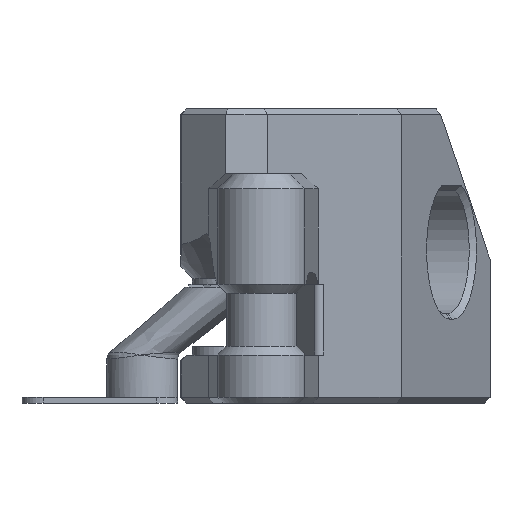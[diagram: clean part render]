
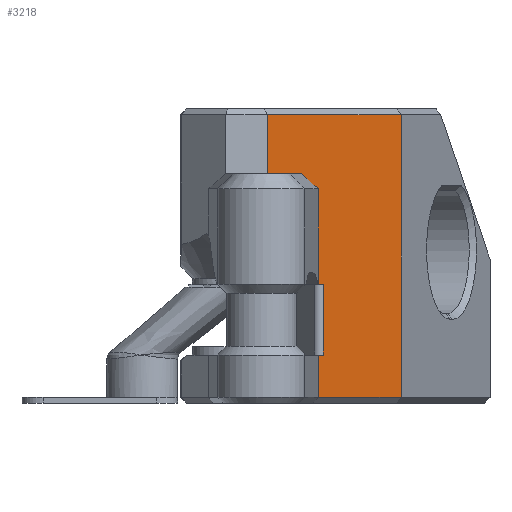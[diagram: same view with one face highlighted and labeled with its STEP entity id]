
A CAD part, front view. The second image highlights one B-rep face of the part: STEP entity #3218.
In plain terms, the highlighted planar face has unit normal (0.782, -0.623, 0).
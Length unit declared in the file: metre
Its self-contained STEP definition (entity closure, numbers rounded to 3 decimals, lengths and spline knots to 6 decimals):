
#141=LINE('',#4959,#475);
#157=LINE('',#5023,#491);
#164=LINE('',#5043,#498);
#175=LINE('',#5086,#509);
#178=LINE('',#5092,#512);
#179=LINE('',#5093,#513);
#180=LINE('',#5095,#514);
#181=LINE('',#5096,#515);
#182=LINE('',#5098,#516);
#183=LINE('',#5100,#517);
#184=LINE('',#5102,#518);
#475=VECTOR('',#3882,1.);
#491=VECTOR('',#3920,1.);
#498=VECTOR('',#3939,1.);
#509=VECTOR('',#3968,1.);
#512=VECTOR('',#3973,1.);
#513=VECTOR('',#3974,1.);
#514=VECTOR('',#3975,1.);
#515=VECTOR('',#3976,1.);
#516=VECTOR('',#3977,1.);
#517=VECTOR('',#3978,1.);
#518=VECTOR('',#3979,1.);
#758=PLANE('',#3470);
#1229=ORIENTED_EDGE('',*,*,#2051,.T.);
#1230=ORIENTED_EDGE('',*,*,#2029,.T.);
#1231=ORIENTED_EDGE('',*,*,#2052,.T.);
#1232=ORIENTED_EDGE('',*,*,#2053,.F.);
#1233=ORIENTED_EDGE('',*,*,#2019,.T.);
#1234=ORIENTED_EDGE('',*,*,#2054,.T.);
#1235=ORIENTED_EDGE('',*,*,#2055,.T.);
#1236=ORIENTED_EDGE('',*,*,#2056,.T.);
#1237=ORIENTED_EDGE('',*,*,#2057,.T.);
#1238=ORIENTED_EDGE('',*,*,#2048,.T.);
#1239=ORIENTED_EDGE('',*,*,#1994,.T.);
#1994=EDGE_CURVE('',#2425,#2424,#141,.T.);
#2019=EDGE_CURVE('',#2448,#2447,#157,.T.);
#2029=EDGE_CURVE('',#2455,#2454,#164,.T.);
#2048=EDGE_CURVE('',#2473,#2425,#175,.T.);
#2051=EDGE_CURVE('',#2424,#2455,#178,.T.);
#2052=EDGE_CURVE('',#2454,#2475,#179,.T.);
#2053=EDGE_CURVE('',#2448,#2475,#180,.T.);
#2054=EDGE_CURVE('',#2447,#2476,#181,.T.);
#2055=EDGE_CURVE('',#2476,#2477,#182,.T.);
#2056=EDGE_CURVE('',#2477,#2478,#183,.T.);
#2057=EDGE_CURVE('',#2478,#2473,#184,.T.);
#2424=VERTEX_POINT('',#4958);
#2425=VERTEX_POINT('',#4960);
#2447=VERTEX_POINT('',#5022);
#2448=VERTEX_POINT('',#5024);
#2454=VERTEX_POINT('',#5042);
#2455=VERTEX_POINT('',#5044);
#2473=VERTEX_POINT('',#5087);
#2475=VERTEX_POINT('',#5094);
#2476=VERTEX_POINT('',#5097);
#2477=VERTEX_POINT('',#5099);
#2478=VERTEX_POINT('',#5101);
#2745=EDGE_LOOP('',(#1229,#1230,#1231,#1232,#1233,#1234,#1235,#1236,#1237,
#1238,#1239));
#2976=FACE_BOUND('',#2745,.T.);
#3218=ADVANCED_FACE('',(#2976),#758,.F.);
#3470=AXIS2_PLACEMENT_3D('',#5091,#3971,#3972);
#3882=DIRECTION('',(0.623,0.782,0.));
#3920=DIRECTION('',(0.,0.,1.));
#3939=DIRECTION('',(-0.623,-0.782,0.));
#3968=DIRECTION('',(0.,0.,-1.));
#3971=DIRECTION('',(-0.782,0.623,0.));
#3972=DIRECTION('',(0.623,0.782,0.));
#3973=DIRECTION('',(0.,0.,-1.));
#3974=DIRECTION('',(0.,0.,-1.));
#3975=DIRECTION('',(-0.623,-0.782,0.));
#3976=DIRECTION('',(-0.623,-0.782,0.));
#3977=DIRECTION('',(0.,0.,-1.));
#3978=DIRECTION('',(0.623,0.782,0.));
#3979=DIRECTION('',(0.546,0.686,-0.481));
#4958=CARTESIAN_POINT('',(0.033616,-0.007181,0.0084));
#4959=CARTESIAN_POINT('',(0.031342,-0.010036,0.0084));
#4960=CARTESIAN_POINT('',(0.033262,-0.007626,0.0084));
#5022=CARTESIAN_POINT('',(0.039128,-0.000261,0.0204));
#5023=CARTESIAN_POINT('',(0.039128,-0.000261,0.0202));
#5024=CARTESIAN_POINT('',(0.039128,-0.000261,0.0004));
#5042=CARTESIAN_POINT('',(0.033262,-0.007626,0.0034));
#5043=CARTESIAN_POINT('',(0.02967,-0.012135,0.0034));
#5044=CARTESIAN_POINT('',(0.033616,-0.007181,0.0034));
#5086=CARTESIAN_POINT('',(0.033262,-0.007626,0.0002));
#5087=CARTESIAN_POINT('',(0.033262,-0.007626,0.01515));
#5091=CARTESIAN_POINT('',(0.02967,-0.012135,0.0211));
#5092=CARTESIAN_POINT('',(0.033616,-0.007181,0.0034));
#5093=CARTESIAN_POINT('',(0.033262,-0.007626,0.0002));
#5094=CARTESIAN_POINT('',(0.033262,-0.007626,0.0004));
#5095=CARTESIAN_POINT('',(0.018772,-0.025818,0.0004));
#5096=CARTESIAN_POINT('',(0.02967,-0.012135,0.0204));
#5097=CARTESIAN_POINT('',(0.02967,-0.012135,0.0204));
#5098=CARTESIAN_POINT('',(0.02967,-0.012135,0.0211));
#5099=CARTESIAN_POINT('',(0.02967,-0.012135,0.0162));
#5100=CARTESIAN_POINT('',(0.02967,-0.012135,0.0162));
#5101=CARTESIAN_POINT('',(0.03207,-0.009122,0.0162));
#5102=CARTESIAN_POINT('',(0.029845,-0.011916,0.018161));
